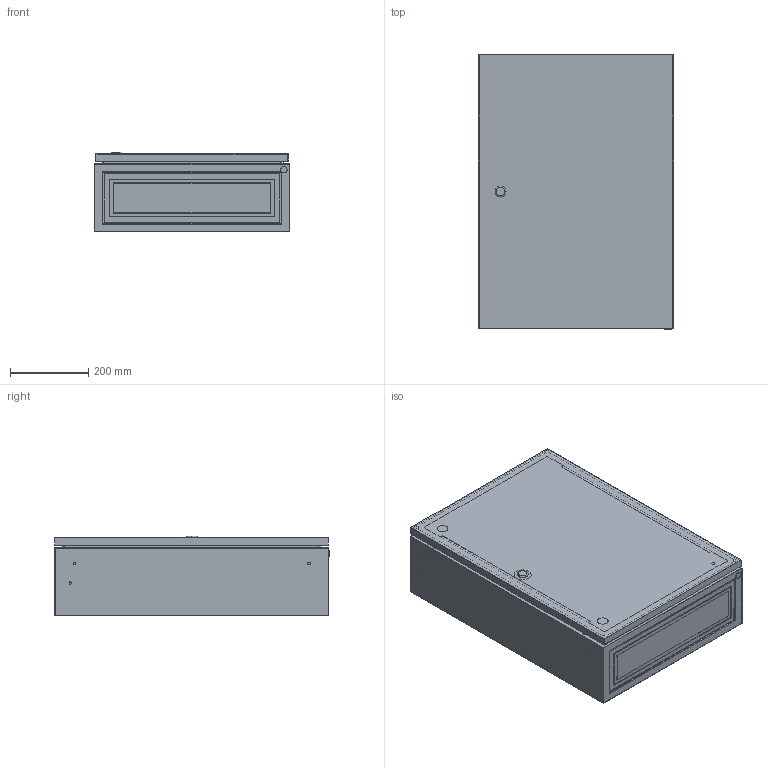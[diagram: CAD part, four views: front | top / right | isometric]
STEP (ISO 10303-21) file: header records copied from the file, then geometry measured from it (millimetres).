
FILE_DESCRIPTION (( 'STEP AP214' ), '1' );
FILE_NAME ('TI5-10-N-070-050-020-66.STEP', '2023-05-10T04:56:40', ( '' ), ( '' ), 'SwSTEP 2.0', 'SolidWorks 2022', '' );
FILE_SCHEMA (( 'AUTOMOTIVE_DESIGN' ));
Length unit declared in the file: millimetre
Products named in the file (5): TI5-10-N-070-050-020-66; Крышка_450х125; Оболочка_700х500х200; Панель_700х500; Дверь_700x500
Assembly tree (4 placements, depth 2):
  TI5-10-N-070-050-020-66
    Оболочка_700х500х200
    Дверь_700x500
    Крышка_450х125
    Панель_700х500
Bounding box: 500 x 702 x 204.1 mm (x, y, z)
Volume: 2415488.4 mm3; surface area: 3343031.7 mm2
Topology: 4 solids, 4 shells, 393 faces, 980 edges, 635 vertices
Faces by surface type: plane 229, cylinder 146, torus 10, cone 8
Entity records: 12402 total; most frequent: CARTESIAN_POINT 2411, DIRECTION 2078, ORIENTED_EDGE 1960, EDGE_CURVE 980, AXIS2_PLACEMENT_3D 710, VECTOR 658, LINE 658, VERTEX_POINT 635
